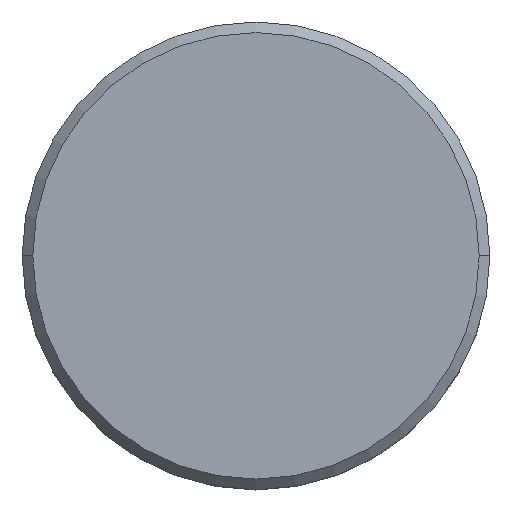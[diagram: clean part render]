
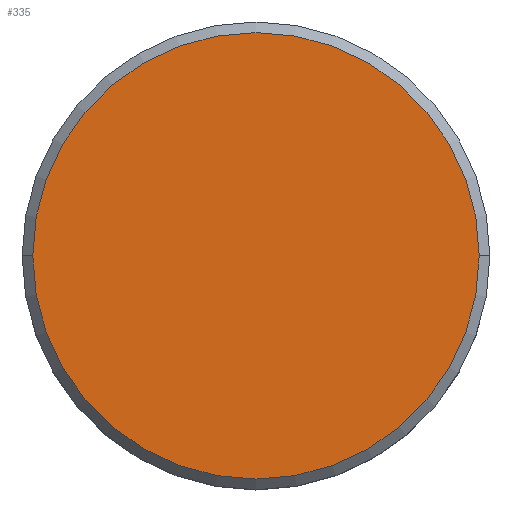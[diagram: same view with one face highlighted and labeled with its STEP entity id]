
A CAD part, top view. The second image highlights one B-rep face of the part: STEP entity #335.
In plain terms, the highlighted planar face has unit normal (0, 0, 1).
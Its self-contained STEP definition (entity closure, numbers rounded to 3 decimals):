
#13 = ORIENTED_EDGE ( 'NONE', *, *, #84, .T. ) ;
#26 = DIRECTION ( 'NONE',  ( 1., 0., 0. ) ) ;
#41 = CARTESIAN_POINT ( 'NONE',  ( 0., 0., 0. ) ) ;
#60 = CARTESIAN_POINT ( 'NONE',  ( 0., 0., 0. ) ) ;
#67 = DIRECTION ( 'NONE',  ( 0., 0., 1. ) ) ;
#84 = EDGE_CURVE ( 'NONE', #418, #128, #284, .T. ) ;
#117 = AXIS2_PLACEMENT_3D ( 'NONE', #41, #248, #176 ) ;
#128 = VERTEX_POINT ( 'NONE', #358 ) ;
#130 = CARTESIAN_POINT ( 'NONE',  ( -10.5, 0., 0. ) ) ;
#158 = DIRECTION ( 'NONE',  ( 0., 0., 1. ) ) ;
#173 = AXIS2_PLACEMENT_3D ( 'NONE', #403, #158, #224 ) ;
#176 = DIRECTION ( 'NONE',  ( 1., 0., 0. ) ) ;
#205 = ORIENTED_EDGE ( 'NONE', *, *, #230, .T. ) ;
#224 = DIRECTION ( 'NONE',  ( 1., 0., 0. ) ) ;
#230 = EDGE_CURVE ( 'NONE', #128, #418, #366, .T. ) ;
#248 = DIRECTION ( 'NONE',  ( 0., 0., 1. ) ) ;
#284 = CIRCLE ( 'NONE', #117, 10.5 ) ;
#295 = PLANE ( 'NONE',  #416 ) ;
#304 = FACE_OUTER_BOUND ( 'NONE', #368, .T. ) ;
#335 = ADVANCED_FACE ( 'NONE', ( #304 ), #295, .T. ) ;
#358 = CARTESIAN_POINT ( 'NONE',  ( 10.5, 0., 0. ) ) ;
#366 = CIRCLE ( 'NONE', #173, 10.5 ) ;
#368 = EDGE_LOOP ( 'NONE', ( #13, #205 ) ) ;
#403 = CARTESIAN_POINT ( 'NONE',  ( 0., 0., 0. ) ) ;
#416 = AXIS2_PLACEMENT_3D ( 'NONE', #60, #67, #26 ) ;
#418 = VERTEX_POINT ( 'NONE', #130 ) ;
